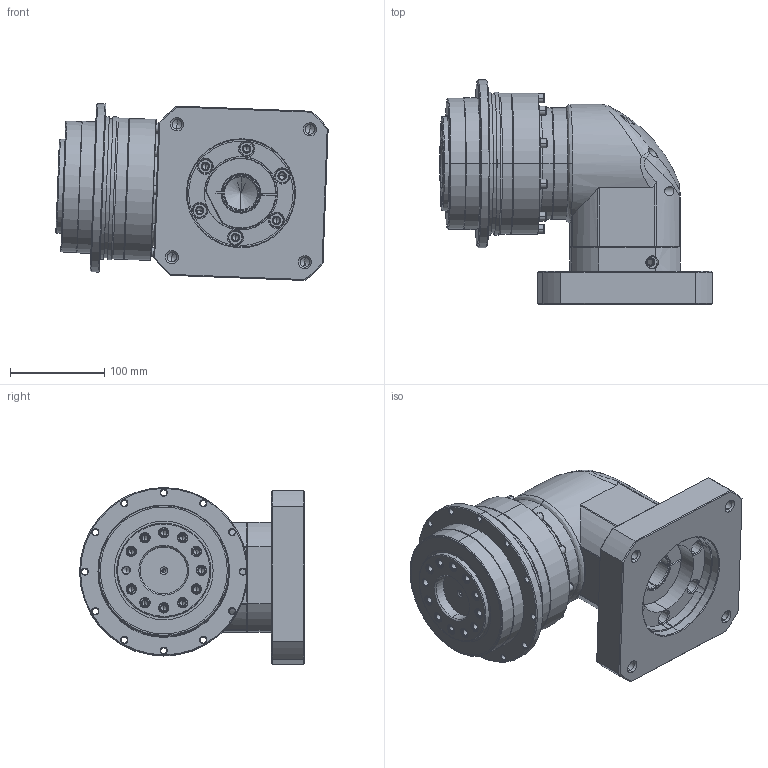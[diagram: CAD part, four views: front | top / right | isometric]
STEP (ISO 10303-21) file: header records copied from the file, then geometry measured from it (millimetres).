
FILE_DESCRIPTION (( 'STEP AP214' ), '1' );
FILE_NAME ('SDL140-L2-35-114.3-200M12.STEP', '2022-02-26T00:32:10', ( 'admin' ), ( '' ), 'SwSTEP 2.0', 'SolidWorks 2013', '' );
FILE_SCHEMA (( 'AUTOMOTIVE_DESIGN' ));
Length unit declared in the file: millimetre
Products named in the file (6): SD140; PB142_X2_4E007EA79F7F570863A5_X0_115; SBL115-114.3-200M12-Z84.5; SBL115_X2_8F9351658F7495017D2773AF_X0_-35; SDL115-35; SDL140-L2-35-114.3-200M12
Assembly tree (5 placements, depth 2):
  SDL140-L2-35-114.3-200M12
    SDL115-35
    SBL115_X2_8F9351658F7495017D2773AF_X0_-35
    SBL115-114.3-200M12-Z84.5
    PB142_X2_4E007EA79F7F570863A5_X0_115
    SD140
Bounding box: 289.41 x 239 x 188.09 mm (x, y, z)
Volume: 4700354.9 mm3; surface area: 415553.8 mm2
Topology: 9 solids, 9 shells, 898 faces, 2150 edges, 1264 vertices
Faces by surface type: cylinder 332, cone 316, plane 204, bspline 44, torus 2
Entity records: 43173 total; most frequent: CARTESIAN_POINT 12836, DIRECTION 4292, ORIENTED_EDGE 4072, EDGE_CURVE 2036, AXIS2_PLACEMENT_3D 1681, VERTEX_POINT 1264, EDGE_LOOP 1066, LINE 930
